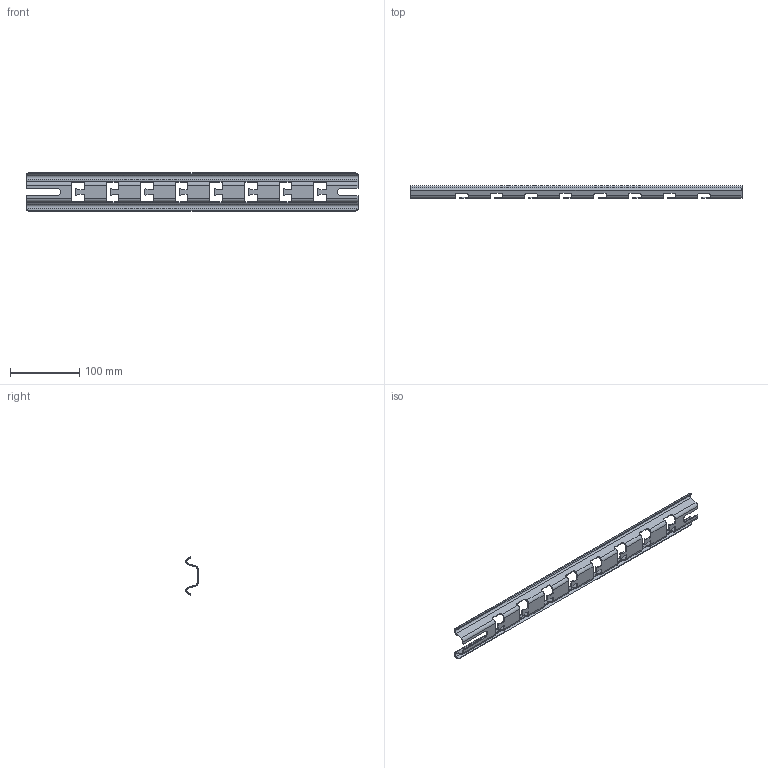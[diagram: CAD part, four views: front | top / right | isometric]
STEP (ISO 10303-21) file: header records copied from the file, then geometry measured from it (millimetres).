
FILE_DESCRIPTION (( 'STEP AP214' ), '1' );
FILE_NAME ('ompp400 Îìåãà-ïðîôèëü äëÿ ïðîâîëî÷. ëîòêà 400 EKF.STEP', '2020-08-26T13:57:33', ( '' ), ( '' ), 'SwSTEP 2.0', 'SolidWorks 2019', '' );
FILE_SCHEMA (( 'AUTOMOTIVE_DESIGN' ));
Length unit declared in the file: millimetre
Products named in the file (1): ompp400 Îìåãà-ïðîôèëü äëÿ ïðîâîëî÷. ëîòêà 400 EKF
Bounding box: 480 x 18.01 x 55 mm (x, y, z)
Volume: 50467.6 mm3; surface area: 70811.9 mm2
Topology: 1 solids, 1 shells, 314 faces, 824 edges, 496 vertices
Faces by surface type: plane 196, cylinder 118
Entity records: 9550 total; most frequent: DIRECTION 1690, ORIENTED_EDGE 1648, CARTESIAN_POINT 1635, EDGE_CURVE 824, LINE 588, VECTOR 588, AXIS2_PLACEMENT_3D 551, VERTEX_POINT 496
